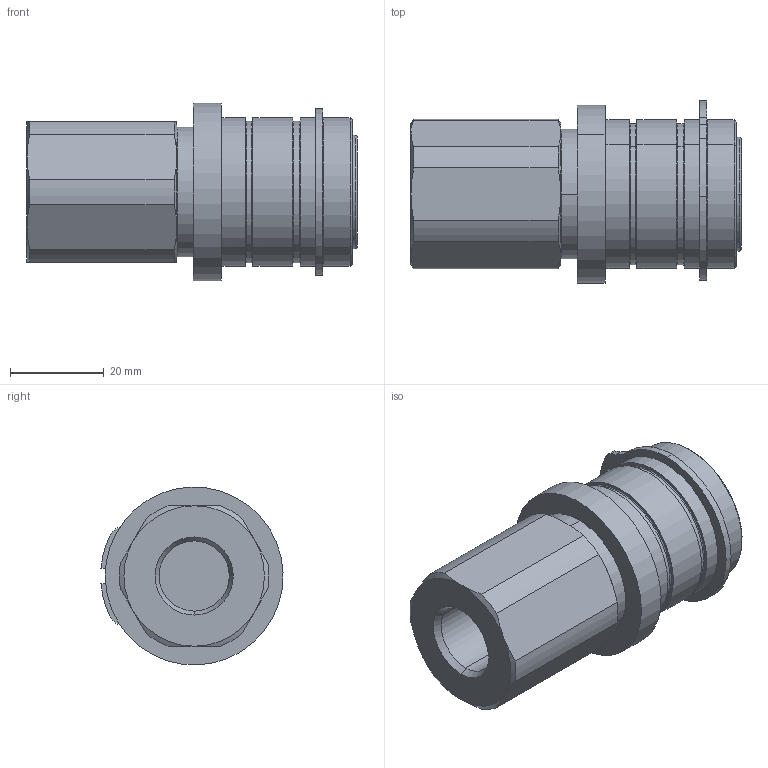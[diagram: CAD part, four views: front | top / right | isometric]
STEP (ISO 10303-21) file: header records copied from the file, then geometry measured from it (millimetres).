
FILE_DESCRIPTION (( 'STEP AP214' ), '1' );
FILE_NAME ('FEMP-371-6FB.STEP', '2014-03-12T10:37:23', ( 'admin' ), ( 'Microsoft' ), 'SwSTEP 2.0', 'SolidWorks 2009', '' );
FILE_SCHEMA (( 'AUTOMOTIVE_DESIGN' ));
Length unit declared in the file: millimetre
Products named in the file (1): FEMP-371-6FB
Bounding box: 70.5 x 38.89 x 37.98 mm (x, y, z)
Volume: 53045 mm3; surface area: 11920.9 mm2
Topology: 1 solids, 1 shells, 138 faces, 306 edges, 188 vertices
Faces by surface type: cylinder 54, plane 32, torus 26, cone 26
Entity records: 3957 total; most frequent: CARTESIAN_POINT 757, DIRECTION 748, ORIENTED_EDGE 612, AXIS2_PLACEMENT_3D 331, EDGE_CURVE 306, CIRCLE 192, VERTEX_POINT 188, EDGE_LOOP 160
